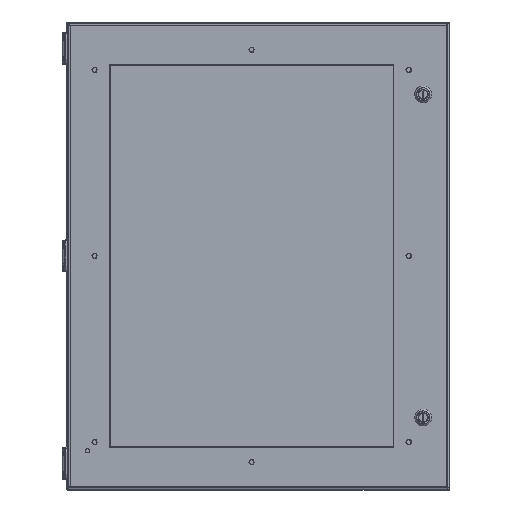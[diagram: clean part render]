
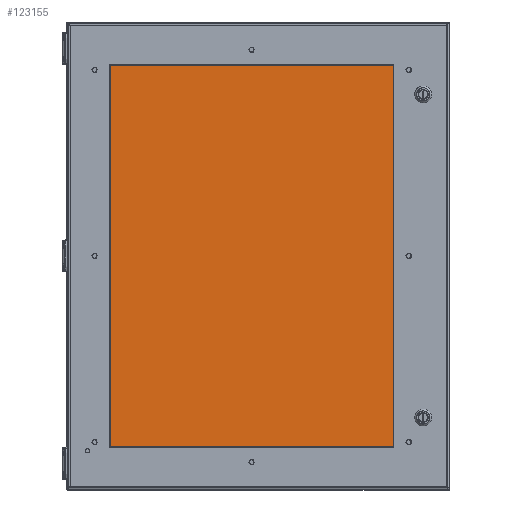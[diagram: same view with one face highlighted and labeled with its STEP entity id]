
A CAD part, top view. The second image highlights one B-rep face of the part: STEP entity #123155.
In plain terms, the highlighted planar face has unit normal (0, 0, 1).
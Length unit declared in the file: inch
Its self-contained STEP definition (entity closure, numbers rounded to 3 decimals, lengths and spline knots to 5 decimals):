
#3153 = FACE_OUTER_BOUND ( 'NONE', #122949, .T. ) ;
#3811 = EDGE_CURVE ( 'NONE', #68054, #110662, #50126, .T. ) ;
#5279 = VECTOR ( 'NONE', #14519, 39.37008 ) ;
#7119 = ORIENTED_EDGE ( 'NONE', *, *, #41041, .T. ) ;
#8889 = CARTESIAN_POINT ( 'NONE',  ( -6.98434, -8.98438, 2.62106 ) ) ;
#10634 = CARTESIAN_POINT ( 'NONE',  ( 6.35941, 8.98438, 2.62106 ) ) ;
#13520 = AXIS2_PLACEMENT_3D ( 'NONE', #22713, #117738, #20844 ) ;
#14519 = DIRECTION ( 'NONE',  ( 0., 1., 0. ) ) ;
#15568 = VECTOR ( 'NONE', #23171, 39.37008 ) ;
#17540 = EDGE_CURVE ( 'NONE', #110662, #49891, #76305, .T. ) ;
#20790 = CARTESIAN_POINT ( 'NONE',  ( 6.35941, -8.98438, 2.62106 ) ) ;
#20844 = DIRECTION ( 'NONE',  ( -1., 0., 0. ) ) ;
#22713 = CARTESIAN_POINT ( 'NONE',  ( -0.31247, 0., 2.62106 ) ) ;
#23171 = DIRECTION ( 'NONE',  ( 0., -1., 0. ) ) ;
#30937 = CARTESIAN_POINT ( 'NONE',  ( 6.35941, -8.98438, 2.62106 ) ) ;
#31627 = ORIENTED_EDGE ( 'NONE', *, *, #40760, .T. ) ;
#40674 = DIRECTION ( 'NONE',  ( -1., 0., 0. ) ) ;
#40760 = EDGE_CURVE ( 'NONE', #49891, #76613, #76949, .T. ) ;
#41041 = EDGE_CURVE ( 'NONE', #76613, #68054, #62426, .T. ) ;
#42232 = PLANE ( 'NONE',  #13520 ) ;
#49891 = VERTEX_POINT ( 'NONE', #109368 ) ;
#50126 = LINE ( 'NONE', #77847, #81758 ) ;
#50323 = ORIENTED_EDGE ( 'NONE', *, *, #3811, .T. ) ;
#50620 = CARTESIAN_POINT ( 'NONE',  ( -6.98434, 8.98438, 2.62106 ) ) ;
#62426 = LINE ( 'NONE', #100736, #5279 ) ;
#68054 = VERTEX_POINT ( 'NONE', #10634 ) ;
#76305 = LINE ( 'NONE', #8889, #15568 ) ;
#76613 = VERTEX_POINT ( 'NONE', #20790 ) ;
#76949 = LINE ( 'NONE', #30937, #79743 ) ;
#77847 = CARTESIAN_POINT ( 'NONE',  ( -6.98434, 8.98438, 2.62106 ) ) ;
#79743 = VECTOR ( 'NONE', #115261, 39.37008 ) ;
#81758 = VECTOR ( 'NONE', #40674, 39.37008 ) ;
#100736 = CARTESIAN_POINT ( 'NONE',  ( 6.35941, 8.98438, 2.62106 ) ) ;
#109368 = CARTESIAN_POINT ( 'NONE',  ( -6.98434, -8.98438, 2.62106 ) ) ;
#110662 = VERTEX_POINT ( 'NONE', #50620 ) ;
#115261 = DIRECTION ( 'NONE',  ( 1., 0., 0. ) ) ;
#115510 = ORIENTED_EDGE ( 'NONE', *, *, #17540, .T. ) ;
#117738 = DIRECTION ( 'NONE',  ( 0., 0., -1. ) ) ;
#122949 = EDGE_LOOP ( 'NONE', ( #115510, #31627, #7119, #50323 ) ) ;
#123155 = ADVANCED_FACE ( 'NONE', ( #3153 ), #42232, .F. ) ;
